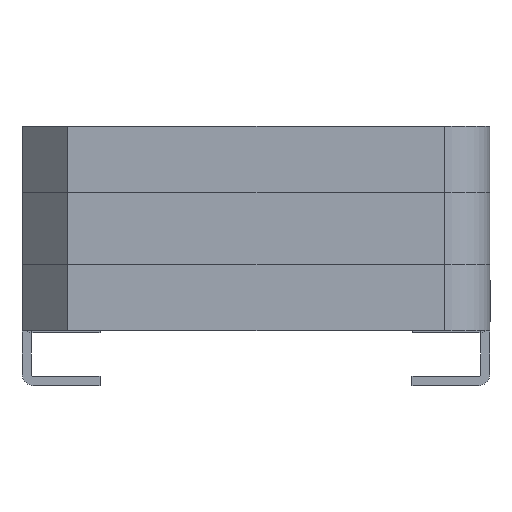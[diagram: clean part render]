
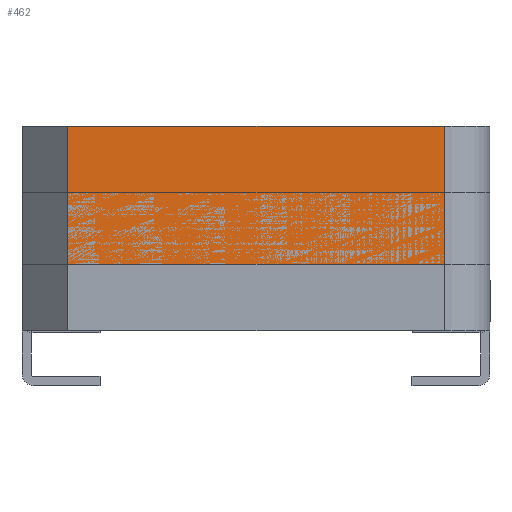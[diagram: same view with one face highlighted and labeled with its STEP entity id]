
A CAD part, left-side view. The second image highlights one B-rep face of the part: STEP entity #462.
In plain terms, the highlighted planar face has unit normal (-1, 0, 0).
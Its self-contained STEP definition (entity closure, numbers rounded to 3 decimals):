
#462 = ADVANCED_FACE( '', ( #835 ), #836, .F. );
#835 = FACE_OUTER_BOUND( '', #1524, .T. );
#836 = PLANE( '', #1525 );
#1524 = EDGE_LOOP( '', ( #2903, #2904, #2905, #2906 ) );
#1525 = AXIS2_PLACEMENT_3D( '', #2907, #2908, #2909 );
#2903 = ORIENTED_EDGE( '', *, *, #3886, .F. );
#2904 = ORIENTED_EDGE( '', *, *, #3891, .T. );
#2905 = ORIENTED_EDGE( '', *, *, #3842, .T. );
#2906 = ORIENTED_EDGE( '', *, *, #3836, .T. );
#2907 = CARTESIAN_POINT( '', ( -5.1, 5.1, 3. ) );
#2908 = DIRECTION( '', ( 1., 0., 0. ) );
#2909 = DIRECTION( '', ( 0., 0., -1. ) );
#3836 = EDGE_CURVE( '', #4599, #4596, #4600, .F. );
#3842 = EDGE_CURVE( '', #4609, #4599, #4610, .T. );
#3886 = EDGE_CURVE( '', #4693, #4596, #4695, .T. );
#3891 = EDGE_CURVE( '', #4693, #4609, #4702, .T. );
#4596 = VERTEX_POINT( '', #6350 );
#4599 = VERTEX_POINT( '', #6353 );
#4600 = LINE( '', #6354, #6355 );
#4609 = VERTEX_POINT( '', #6368 );
#4610 = LINE( '', #6369, #6370 );
#4693 = VERTEX_POINT( '', #6473 );
#4695 = LINE( '', #6476, #6477 );
#4702 = LINE( '', #6486, #6487 );
#6350 = CARTESIAN_POINT( '', ( -5.1, -4.1, 3. ) );
#6353 = CARTESIAN_POINT( '', ( -5.1, -4.1, 0. ) );
#6354 = CARTESIAN_POINT( '', ( -5.1, -4.1, 3. ) );
#6355 = VECTOR( '', #7098, 1000. );
#6368 = CARTESIAN_POINT( '', ( -5.1, 4.1, 0. ) );
#6369 = CARTESIAN_POINT( '', ( -5.1, 5.1, 0. ) );
#6370 = VECTOR( '', #7106, 1000. );
#6473 = CARTESIAN_POINT( '', ( -5.1, 4.1, 3. ) );
#6476 = CARTESIAN_POINT( '', ( -5.1, 5.1, 3. ) );
#6477 = VECTOR( '', #7194, 1000. );
#6486 = CARTESIAN_POINT( '', ( -5.1, 4.1, 3. ) );
#6487 = VECTOR( '', #7203, 1000. );
#7098 = DIRECTION( '', ( 0., 0., -1. ) );
#7106 = DIRECTION( '', ( 0., -1., 0. ) );
#7194 = DIRECTION( '', ( 0., -1., 0. ) );
#7203 = DIRECTION( '', ( 0., 0., -1. ) );
